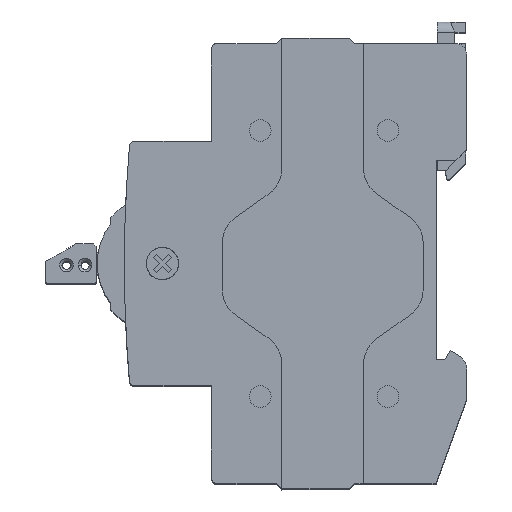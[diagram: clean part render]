
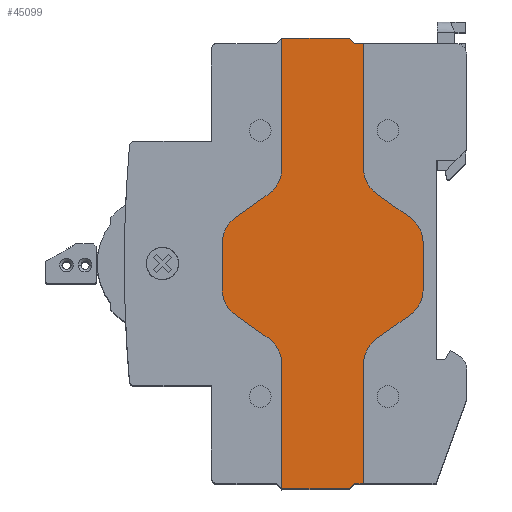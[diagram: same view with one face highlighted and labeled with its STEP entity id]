
A CAD part, top view. The second image highlights one B-rep face of the part: STEP entity #45099.
In plain terms, the highlighted planar face has unit normal (0, 0, 1).
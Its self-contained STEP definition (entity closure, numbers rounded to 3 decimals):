
#40606=DIRECTION('',(-1.,0.,0.));
#40607=VECTOR('',#40606,1.64);
#40608=CARTESIAN_POINT('',(15.,-40.5,26.7));
#40609=LINE('',#40608,#40607);
#40613=DIRECTION('',(-0.707,-0.707,0.));
#40614=VECTOR('',#40613,1.414);
#40615=CARTESIAN_POINT('',(13.36,-40.5,26.7));
#40616=LINE('',#40615,#40614);
#40620=DIRECTION('',(-1.,0.,0.));
#40621=VECTOR('',#40620,12.36);
#40622=CARTESIAN_POINT('',(12.36,-41.5,26.7));
#40623=LINE('',#40622,#40621);
#40627=DIRECTION('',(0.,1.,0.));
#40628=VECTOR('',#40627,22.877);
#40629=CARTESIAN_POINT('',(0.,-41.5,26.7));
#40630=LINE('',#40629,#40628);
#40634=CARTESIAN_POINT('',(-6.,-18.623,26.7));
#40635=DIRECTION('',(0.,0.,1.));
#40636=DIRECTION('',(1.,0.,0.));
#40637=AXIS2_PLACEMENT_3D('',#40634,#40635,#40636);
#40642=DIRECTION('',(-0.819,0.574,0.));
#40643=VECTOR('',#40642,7.182);
#40644=CARTESIAN_POINT('',(-2.559,-13.708,26.7));
#40645=LINE('',#40644,#40643);
#40649=CARTESIAN_POINT('',(-5.,-4.674,26.7));
#40650=DIRECTION('',(0.,0.,-1.));
#40651=DIRECTION('',(-0.574,-0.819,0.));
#40652=AXIS2_PLACEMENT_3D('',#40649,#40650,#40651);
#40657=DIRECTION('',(0.,1.,0.));
#40658=VECTOR('',#40657,8.349);
#40659=CARTESIAN_POINT('',(-11.,-4.674,26.7));
#40660=LINE('',#40659,#40658);
#40664=CARTESIAN_POINT('',(-5.,3.674,26.7));
#40665=DIRECTION('',(0.,0.,-1.));
#40666=DIRECTION('',(-1.,0.,0.));
#40667=AXIS2_PLACEMENT_3D('',#40664,#40665,#40666);
#40672=DIRECTION('',(0.819,0.574,0.));
#40673=VECTOR('',#40672,7.182);
#40674=CARTESIAN_POINT('',(-8.441,8.589,26.7));
#40675=LINE('',#40674,#40673);
#40679=CARTESIAN_POINT('',(-6.,17.623,26.7));
#40680=DIRECTION('',(0.,0.,1.));
#40681=DIRECTION('',(0.574,-0.819,0.));
#40682=AXIS2_PLACEMENT_3D('',#40679,#40680,#40681);
#40687=DIRECTION('',(0.,1.,0.));
#40688=VECTOR('',#40687,23.877);
#40689=CARTESIAN_POINT('',(0.,17.623,26.7));
#40690=LINE('',#40689,#40688);
#40694=DIRECTION('',(1.,0.,0.));
#40695=VECTOR('',#40694,12.36);
#40696=CARTESIAN_POINT('',(0.,41.5,26.7));
#40697=LINE('',#40696,#40695);
#40701=DIRECTION('',(0.707,-0.707,0.));
#40702=VECTOR('',#40701,1.414);
#40703=CARTESIAN_POINT('',(12.36,41.5,26.7));
#40704=LINE('',#40703,#40702);
#40708=DIRECTION('',(1.,0.,0.));
#40709=VECTOR('',#40708,1.64);
#40710=CARTESIAN_POINT('',(13.36,40.5,26.7));
#40711=LINE('',#40710,#40709);
#40715=DIRECTION('',(0.,-1.,0.));
#40716=VECTOR('',#40715,22.877);
#40717=CARTESIAN_POINT('',(15.,40.5,26.7));
#40718=LINE('',#40717,#40716);
#40722=CARTESIAN_POINT('',(21.,17.623,26.7));
#40723=DIRECTION('',(0.,0.,1.));
#40724=DIRECTION('',(-1.,0.,0.));
#40725=AXIS2_PLACEMENT_3D('',#40722,#40723,#40724);
#40730=DIRECTION('',(0.819,-0.574,0.));
#40731=VECTOR('',#40730,7.182);
#40732=CARTESIAN_POINT('',(17.559,12.708,26.7));
#40733=LINE('',#40732,#40731);
#40737=CARTESIAN_POINT('',(20.,3.674,26.7));
#40738=DIRECTION('',(0.,0.,-1.));
#40739=DIRECTION('',(0.574,0.819,0.));
#40740=AXIS2_PLACEMENT_3D('',#40737,#40738,#40739);
#40745=DIRECTION('',(0.,-1.,0.));
#40746=VECTOR('',#40745,8.349);
#40747=CARTESIAN_POINT('',(26.,3.674,26.7));
#40748=LINE('',#40747,#40746);
#40752=CARTESIAN_POINT('',(20.,-4.674,26.7));
#40753=DIRECTION('',(0.,0.,-1.));
#40754=DIRECTION('',(1.,0.,0.));
#40755=AXIS2_PLACEMENT_3D('',#40752,#40753,#40754);
#40760=DIRECTION('',(-0.819,-0.574,0.));
#40761=VECTOR('',#40760,7.182);
#40762=CARTESIAN_POINT('',(23.441,-9.589,26.7));
#40763=LINE('',#40762,#40761);
#40767=CARTESIAN_POINT('',(21.,-18.623,26.7));
#40768=DIRECTION('',(0.,0.,1.));
#40769=DIRECTION('',(-0.574,0.819,0.));
#40770=AXIS2_PLACEMENT_3D('',#40767,#40768,#40769);
#40775=DIRECTION('',(0.,-1.,0.));
#40776=VECTOR('',#40775,21.877);
#40777=CARTESIAN_POINT('',(15.,-18.623,26.7));
#40778=LINE('',#40777,#40776);
#43288=CARTESIAN_POINT('',(15.,-18.623,26.7));
#43289=VERTEX_POINT('',#43288);
#43290=CARTESIAN_POINT('',(17.559,-13.708,26.7));
#43291=VERTEX_POINT('',#43290);
#43292=CARTESIAN_POINT('',(15.,-40.5,26.7));
#43293=VERTEX_POINT('',#43292);
#43322=CARTESIAN_POINT('',(13.36,-40.5,26.7));
#43323=VERTEX_POINT('',#43322);
#43432=CARTESIAN_POINT('',(0.,41.5,26.7));
#43433=VERTEX_POINT('',#43432);
#43490=CARTESIAN_POINT('',(0.,17.623,26.7));
#43491=VERTEX_POINT('',#43490);
#43492=CARTESIAN_POINT('',(-2.559,12.708,26.7));
#43493=VERTEX_POINT('',#43492);
#43494=CARTESIAN_POINT('',(12.36,-41.5,26.7));
#43495=VERTEX_POINT('',#43494);
#43496=CARTESIAN_POINT('',(0.,-41.5,26.7));
#43497=VERTEX_POINT('',#43496);
#43498=CARTESIAN_POINT('',(0.,-18.623,26.7));
#43499=VERTEX_POINT('',#43498);
#43500=CARTESIAN_POINT('',(-2.559,-13.708,26.7));
#43501=VERTEX_POINT('',#43500);
#43502=CARTESIAN_POINT('',(-8.441,-9.589,26.7));
#43503=VERTEX_POINT('',#43502);
#43504=CARTESIAN_POINT('',(-11.,-4.674,26.7));
#43505=VERTEX_POINT('',#43504);
#43506=CARTESIAN_POINT('',(-11.,3.674,26.7));
#43507=VERTEX_POINT('',#43506);
#43508=CARTESIAN_POINT('',(-8.441,8.589,26.7));
#43509=VERTEX_POINT('',#43508);
#43510=CARTESIAN_POINT('',(12.36,41.5,26.7));
#43511=VERTEX_POINT('',#43510);
#43512=CARTESIAN_POINT('',(13.36,40.5,26.7));
#43513=VERTEX_POINT('',#43512);
#43514=CARTESIAN_POINT('',(15.,40.5,26.7));
#43515=VERTEX_POINT('',#43514);
#43516=CARTESIAN_POINT('',(15.,17.623,26.7));
#43517=VERTEX_POINT('',#43516);
#43518=CARTESIAN_POINT('',(17.559,12.708,26.7));
#43519=VERTEX_POINT('',#43518);
#43520=CARTESIAN_POINT('',(23.441,8.589,26.7));
#43521=VERTEX_POINT('',#43520);
#43522=CARTESIAN_POINT('',(26.,3.674,26.7));
#43523=VERTEX_POINT('',#43522);
#43524=CARTESIAN_POINT('',(26.,-4.674,26.7));
#43525=VERTEX_POINT('',#43524);
#43526=CARTESIAN_POINT('',(23.441,-9.589,26.7));
#43527=VERTEX_POINT('',#43526);
#45050=CARTESIAN_POINT('',(-6.,-18.623,26.7));
#45051=DIRECTION('',(0.,0.,1.));
#45052=DIRECTION('',(1.,0.,0.));
#45053=AXIS2_PLACEMENT_3D('',#45050,#45051,#45052);
#45054=PLANE('',#45053);
#45055=ORIENTED_EDGE('',*,*,#44547,.T.);
#45057=ORIENTED_EDGE('',*,*,#45056,.T.);
#45059=ORIENTED_EDGE('',*,*,#45058,.T.);
#45061=ORIENTED_EDGE('',*,*,#45060,.T.);
#45063=ORIENTED_EDGE('',*,*,#45062,.T.);
#45065=ORIENTED_EDGE('',*,*,#45064,.T.);
#45067=ORIENTED_EDGE('',*,*,#45066,.T.);
#45069=ORIENTED_EDGE('',*,*,#45068,.T.);
#45071=ORIENTED_EDGE('',*,*,#45070,.T.);
#45073=ORIENTED_EDGE('',*,*,#45072,.T.);
#45074=ORIENTED_EDGE('',*,*,#45016,.T.);
#45075=ORIENTED_EDGE('',*,*,#45037,.T.);
#45077=ORIENTED_EDGE('',*,*,#45076,.T.);
#45079=ORIENTED_EDGE('',*,*,#45078,.T.);
#45080=ORIENTED_EDGE('',*,*,#44119,.T.);
#45082=ORIENTED_EDGE('',*,*,#45081,.T.);
#45084=ORIENTED_EDGE('',*,*,#45083,.T.);
#45086=ORIENTED_EDGE('',*,*,#45085,.T.);
#45088=ORIENTED_EDGE('',*,*,#45087,.T.);
#45090=ORIENTED_EDGE('',*,*,#45089,.T.);
#45092=ORIENTED_EDGE('',*,*,#45091,.T.);
#45094=ORIENTED_EDGE('',*,*,#45093,.T.);
#45095=ORIENTED_EDGE('',*,*,#44479,.T.);
#45096=ORIENTED_EDGE('',*,*,#44501,.T.);
#45097=EDGE_LOOP('',(#45055,#45057,#45059,#45061,#45063,#45065,#45067,#45069,
#45071,#45073,#45074,#45075,#45077,#45079,#45080,#45082,#45084,#45086,#45088,
#45090,#45092,#45094,#45095,#45096));
#45098=FACE_OUTER_BOUND('',#45097,.F.);
#40638=CIRCLE('',#40637,6.);
#40653=CIRCLE('',#40652,6.);
#40668=CIRCLE('',#40667,6.);
#40683=CIRCLE('',#40682,6.);
#40726=CIRCLE('',#40725,6.);
#40741=CIRCLE('',#40740,6.);
#40756=CIRCLE('',#40755,6.);
#40771=CIRCLE('',#40770,6.);
#44119=EDGE_CURVE('',#43513,#43515,#40711,.T.);
#44479=EDGE_CURVE('',#43291,#43289,#40771,.T.);
#44501=EDGE_CURVE('',#43289,#43293,#40778,.T.);
#44547=EDGE_CURVE('',#43293,#43323,#40609,.T.);
#45016=EDGE_CURVE('',#43493,#43491,#40683,.T.);
#45037=EDGE_CURVE('',#43491,#43433,#40690,.T.);
#45056=EDGE_CURVE('',#43323,#43495,#40616,.T.);
#45058=EDGE_CURVE('',#43495,#43497,#40623,.T.);
#45060=EDGE_CURVE('',#43497,#43499,#40630,.T.);
#45062=EDGE_CURVE('',#43499,#43501,#40638,.T.);
#45064=EDGE_CURVE('',#43501,#43503,#40645,.T.);
#45066=EDGE_CURVE('',#43503,#43505,#40653,.T.);
#45068=EDGE_CURVE('',#43505,#43507,#40660,.T.);
#45070=EDGE_CURVE('',#43507,#43509,#40668,.T.);
#45072=EDGE_CURVE('',#43509,#43493,#40675,.T.);
#45076=EDGE_CURVE('',#43433,#43511,#40697,.T.);
#45078=EDGE_CURVE('',#43511,#43513,#40704,.T.);
#45081=EDGE_CURVE('',#43515,#43517,#40718,.T.);
#45083=EDGE_CURVE('',#43517,#43519,#40726,.T.);
#45085=EDGE_CURVE('',#43519,#43521,#40733,.T.);
#45087=EDGE_CURVE('',#43521,#43523,#40741,.T.);
#45089=EDGE_CURVE('',#43523,#43525,#40748,.T.);
#45091=EDGE_CURVE('',#43525,#43527,#40756,.T.);
#45093=EDGE_CURVE('',#43527,#43291,#40763,.T.);
#45099=ADVANCED_FACE('',(#45098),#45054,.T.);
